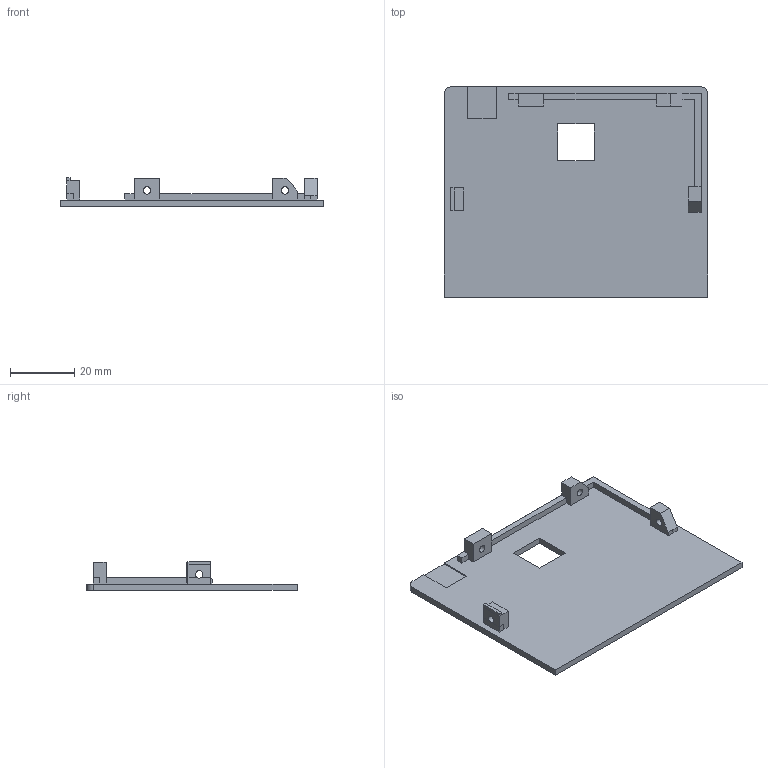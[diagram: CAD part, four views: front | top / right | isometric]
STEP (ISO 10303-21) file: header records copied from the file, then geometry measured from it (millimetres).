
FILE_DESCRIPTION(('FreeCAD Model'),'2;1');
FILE_NAME('Open CASCADE Shape Model','2024-08-03T18:50:36',(''),(''), 'Open CASCADE STEP processor 7.6','FreeCAD','Unknown');
FILE_SCHEMA(('AUTOMOTIVE_DESIGN { 1 0 10303 214 1 1 1 1 }'));
Length unit declared in the file: millimetre
Products named in the file (1): Fillet
Bounding box: 82 x 65.5 x 9 mm (x, y, z)
Volume: 11416.8 mm3; surface area: 12096.6 mm2
Topology: 1 solids, 1 shells, 66 faces, 184 edges, 118 vertices
Faces by surface type: plane 60, cylinder 6
Full cylindrical faces by diameter (mm): 2.3 x4
Entity records: 2118 total; most frequent: CARTESIAN_POINT 369, ORIENTED_EDGE 368, DIRECTION 338, EDGE_CURVE 184, LINE 164, VECTOR 164, VERTEX_POINT 118, AXIS2_PLACEMENT_3D 87
